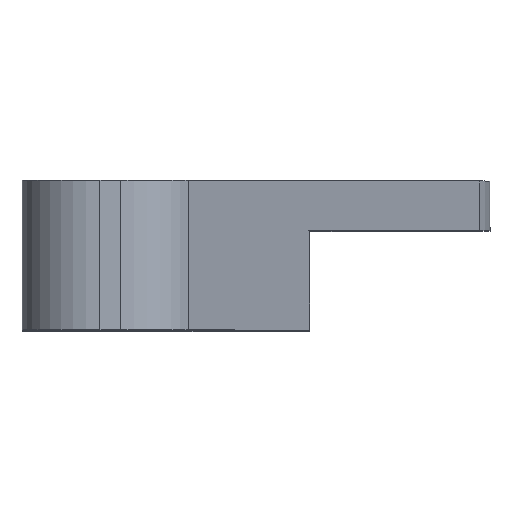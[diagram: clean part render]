
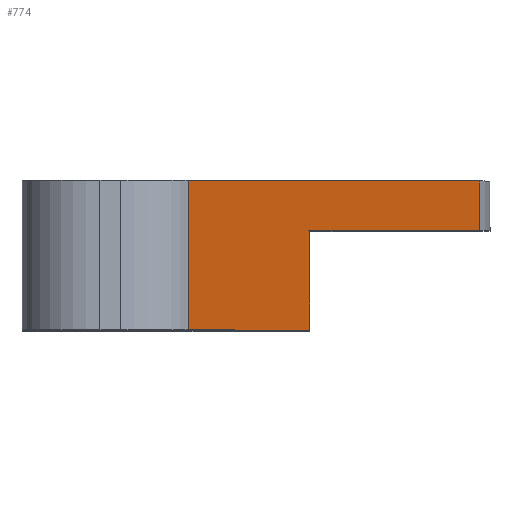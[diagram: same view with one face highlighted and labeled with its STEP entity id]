
A CAD part, top view. The second image highlights one B-rep face of the part: STEP entity #774.
In plain terms, the highlighted planar face has unit normal (0.866, 0, 0.5).
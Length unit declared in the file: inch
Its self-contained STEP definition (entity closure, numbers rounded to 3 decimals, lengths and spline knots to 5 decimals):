
#12 = CARTESIAN_POINT ( 'NONE',  ( 0.35825, 0.24, 0.12901 ) ) ;
#16 = LINE ( 'NONE', #506, #326 ) ;
#83 = ORIENTED_EDGE ( 'NONE', *, *, #195, .T. ) ;
#117 = FACE_OUTER_BOUND ( 'NONE', #160, .T. ) ;
#126 = CARTESIAN_POINT ( 'NONE',  ( 0.375, 0., 0.1 ) ) ;
#151 = DIRECTION ( 'NONE',  ( 0., 1., 0. ) ) ;
#160 = EDGE_LOOP ( 'NONE', ( #448, #1477, #1364, #83, #956, #338 ) ) ;
#174 = DIRECTION ( 'NONE',  ( 0., -1., 0. ) ) ;
#195 = EDGE_CURVE ( 'NONE', #1509, #275, #732, .T. ) ;
#215 = DIRECTION ( 'NONE',  ( -0.5, 0., 0.866 ) ) ;
#230 = CARTESIAN_POINT ( 'NONE',  ( 0.375, 0.16, 0.1 ) ) ;
#251 = VECTOR ( 'NONE', #550, 39.37008 ) ;
#252 = CARTESIAN_POINT ( 'NONE',  ( -0.10853, 0., 0.9375 ) ) ;
#275 = VERTEX_POINT ( 'NONE', #252 ) ;
#282 = DIRECTION ( 'NONE',  ( 0., -1., 0. ) ) ;
#284 = LINE ( 'NONE', #12, #409 ) ;
#326 = VECTOR ( 'NONE', #590, 39.37008 ) ;
#335 = EDGE_CURVE ( 'NONE', #1464, #1153, #284, .T. ) ;
#338 = ORIENTED_EDGE ( 'NONE', *, *, #1296, .F. ) ;
#378 = VERTEX_POINT ( 'NONE', #1490 ) ;
#409 = VECTOR ( 'NONE', #151, 39.37008 ) ;
#448 = ORIENTED_EDGE ( 'NONE', *, *, #723, .F. ) ;
#506 = CARTESIAN_POINT ( 'NONE',  ( 0.375, 0.24, 0.1 ) ) ;
#524 = EDGE_CURVE ( 'NONE', #1153, #1509, #16, .T. ) ;
#550 = DIRECTION ( 'NONE',  ( -0.5, 0., 0.866 ) ) ;
#564 = LINE ( 'NONE', #1083, #1310 ) ;
#580 = LINE ( 'NONE', #126, #251 ) ;
#590 = DIRECTION ( 'NONE',  ( -0.5, 0., 0.866 ) ) ;
#596 = VECTOR ( 'NONE', #174, 39.37008 ) ;
#676 = DIRECTION ( 'NONE',  ( 0.866, 0., 0.5 ) ) ;
#682 = VERTEX_POINT ( 'NONE', #1148 ) ;
#723 = EDGE_CURVE ( 'NONE', #1464, #378, #1444, .T. ) ;
#732 = LINE ( 'NONE', #1267, #596 ) ;
#774 = ADVANCED_FACE ( 'NONE', ( #117 ), #1231, .T. ) ;
#804 = VECTOR ( 'NONE', #215, 39.37008 ) ;
#844 = CARTESIAN_POINT ( 'NONE',  ( 0.35825, 0.16, 0.12901 ) ) ;
#895 = EDGE_CURVE ( 'NONE', #682, #275, #580, .T. ) ;
#956 = ORIENTED_EDGE ( 'NONE', *, *, #895, .F. ) ;
#1083 = CARTESIAN_POINT ( 'NONE',  ( 0.08512, 0.16, 0.60208 ) ) ;
#1148 = CARTESIAN_POINT ( 'NONE',  ( 0.08512, 0., 0.60208 ) ) ;
#1153 = VERTEX_POINT ( 'NONE', #1411 ) ;
#1231 = PLANE ( 'NONE',  #1314 ) ;
#1267 = CARTESIAN_POINT ( 'NONE',  ( -0.10853, 0., 0.9375 ) ) ;
#1296 = EDGE_CURVE ( 'NONE', #378, #682, #564, .T. ) ;
#1310 = VECTOR ( 'NONE', #282, 39.37008 ) ;
#1314 = AXIS2_PLACEMENT_3D ( 'NONE', #1329, #676, #1366 ) ;
#1329 = CARTESIAN_POINT ( 'NONE',  ( 0.375, 0.24, 0.1 ) ) ;
#1364 = ORIENTED_EDGE ( 'NONE', *, *, #524, .T. ) ;
#1366 = DIRECTION ( 'NONE',  ( 0.5, 0., -0.866 ) ) ;
#1386 = CARTESIAN_POINT ( 'NONE',  ( -0.10853, 0.24, 0.9375 ) ) ;
#1411 = CARTESIAN_POINT ( 'NONE',  ( 0.35825, 0.24, 0.12901 ) ) ;
#1444 = LINE ( 'NONE', #230, #804 ) ;
#1464 = VERTEX_POINT ( 'NONE', #844 ) ;
#1477 = ORIENTED_EDGE ( 'NONE', *, *, #335, .T. ) ;
#1490 = CARTESIAN_POINT ( 'NONE',  ( 0.08512, 0.16, 0.60208 ) ) ;
#1509 = VERTEX_POINT ( 'NONE', #1386 ) ;
